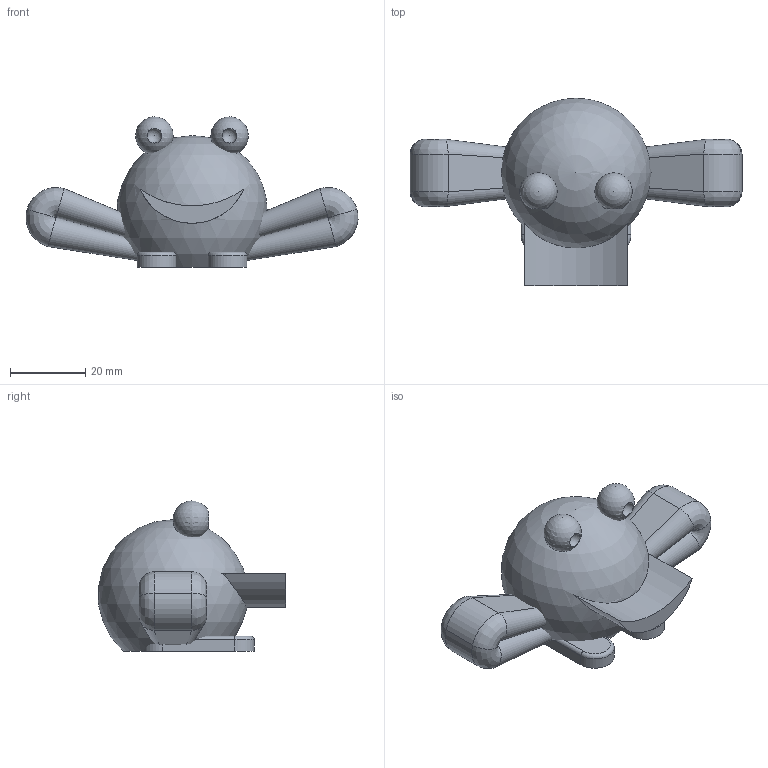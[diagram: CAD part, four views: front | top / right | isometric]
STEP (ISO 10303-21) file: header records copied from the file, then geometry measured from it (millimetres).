
FILE_DESCRIPTION(('FreeCAD Model'),'2;1');
FILE_NAME( 'logo-frog-smile.stp', '2020-12-23T11:21:48',('FreeCAD'),('FreeCAD'), 'Open CASCADE STEP processor 7.4','FreeCAD','Unknown');
FILE_SCHEMA(('AUTOMOTIVE_DESIGN { 1 0 10303 214 1 1 1 1 }'));
Length unit declared in the file: millimetre
Products named in the file (10): Open CASCADE STEP translator 7.4 1; Open CASCADE STEP translator 7.4 1.1; Open CASCADE STEP translator 7.4 1.2; Open CASCADE STEP translator 7.4 1.3; Open CASCADE STEP translator 7.4 1.4; Open CASCADE STEP translator 7.4 1.5; Open CASCADE STEP translator 7.4 1.6; Open CASCADE STEP translator 7.4 1.7; Open CASCADE STEP translator 7.4 1.8; Open CASCADE STEP translator 7.4 1.9
Assembly tree (9 placements, depth 2):
  Open CASCADE STEP translator 7.4 1
    Open CASCADE STEP translator 7.4 1.1
    Open CASCADE STEP translator 7.4 1.2
    Open CASCADE STEP translator 7.4 1.3
    Open CASCADE STEP translator 7.4 1.4
    Open CASCADE STEP translator 7.4 1.5
    Open CASCADE STEP translator 7.4 1.6
    Open CASCADE STEP translator 7.4 1.7
    Open CASCADE STEP translator 7.4 1.8
    Open CASCADE STEP translator 7.4 1.9
Bounding box: 88.4 x 49.85 x 40 mm (x, y, z)
Volume: 80750.6 mm3; surface area: 19703.3 mm2
Topology: 9 solids, 9 shells, 63 faces, 130 edges, 72 vertices
Faces by surface type: plane 17, cylinder 16, bspline 12, revolution 8, sphere 6, torus 4
Entity records: 3731 total; most frequent: CARTESIAN_POINT 1298, DIRECTION 423, ORIENTED_EDGE 224, PCURVE 224, DEFINITIONAL_REPRESENTATION 224, LINE 159, VECTOR 159, AXIS2_PLACEMENT_3D 123
